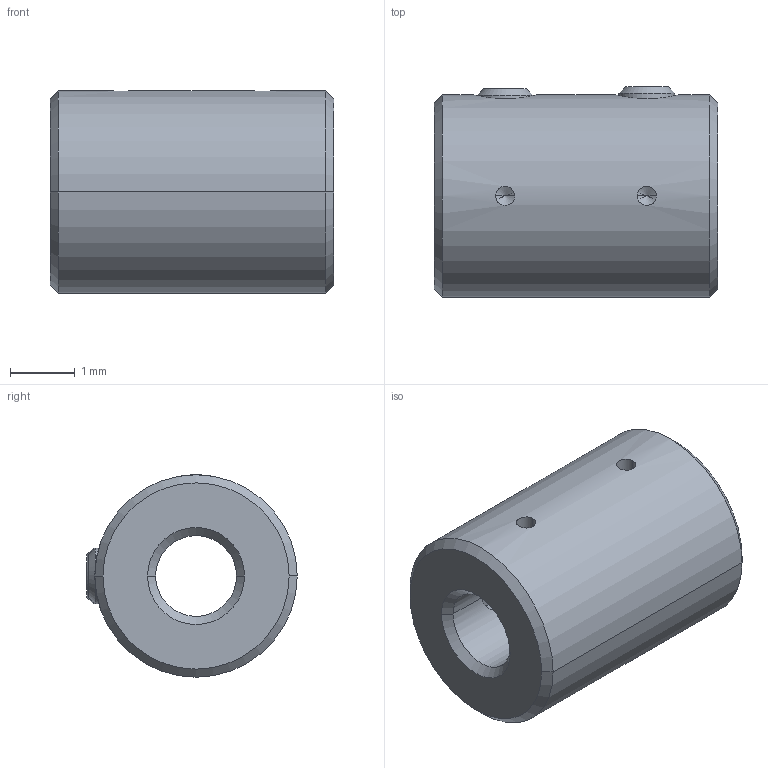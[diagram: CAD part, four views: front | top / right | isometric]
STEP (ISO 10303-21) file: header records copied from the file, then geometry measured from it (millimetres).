
FILE_DESCRIPTION(/* description */ ('Alibre Inc.'),/* implementation_level */ '2;1');
FILE_NAME(/* name */ 'export0',/* time_stamp */ '2009-02-04T14:52:33-08:00',/* author */ (''),/* organization */ (''),/* preprocessor_version */ 'ST-DEVELOPER v10',/* originating_system */ 'Alibre',/* authorisation */ '');
FILE_SCHEMA (('AUTOMOTIVE_DESIGN'));
Length unit declared in the file: centimetre
Products named in the file (1): WRM 112534
Bounding box: 4.38 x 3.25 x 3.12 mm (x, y, z)
Volume: 27.8 mm3; surface area: 74.4 mm2
Topology: 1 solids, 1 shells, 58 faces, 138 edges, 82 vertices
Faces by surface type: cone 24, plane 20, cylinder 14
Full cylindrical faces by diameter (mm): 0.86 x2
Entity records: 1947 total; most frequent: CARTESIAN_POINT 695, ORIENTED_EDGE 252, DIRECTION 234, EDGE_CURVE 126, AXIS2_PLACEMENT_3D 93, VERTEX_POINT 80, EDGE_LOOP 70, FACE_BOUND 70
